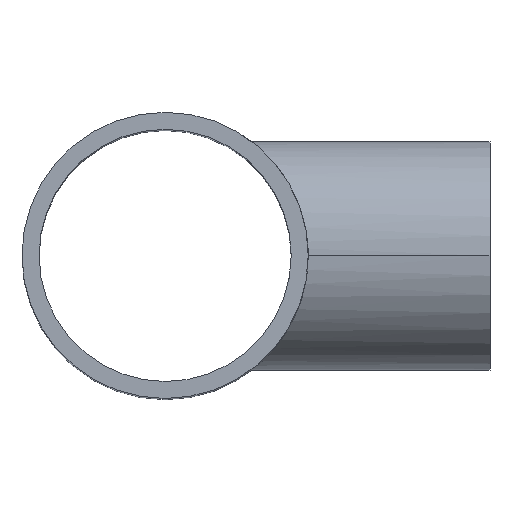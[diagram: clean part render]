
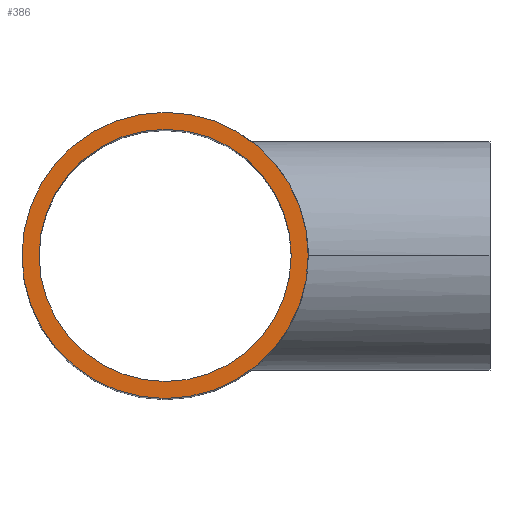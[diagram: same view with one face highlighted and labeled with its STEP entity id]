
A CAD part, top view. The second image highlights one B-rep face of the part: STEP entity #386.
In plain terms, the highlighted planar face has unit normal (0, 0, 1).
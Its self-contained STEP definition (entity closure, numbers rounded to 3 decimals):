
#45 = EDGE_CURVE ( 'NONE', #605, #736, #224, .T. ) ;
#70 = CARTESIAN_POINT ( 'NONE',  ( -88.1, 0., 240.5 ) ) ;
#96 = AXIS2_PLACEMENT_3D ( 'NONE', #124, #430, #133 ) ;
#107 = FACE_OUTER_BOUND ( 'NONE', #669, .T. ) ;
#115 = FACE_BOUND ( 'NONE', #174, .T. ) ;
#124 = CARTESIAN_POINT ( 'NONE',  ( 0., 0., 240.5 ) ) ;
#132 = CIRCLE ( 'NONE', #581, 88.1 ) ;
#133 = DIRECTION ( 'NONE',  ( 1., 0., 0. ) ) ;
#168 = ORIENTED_EDGE ( 'NONE', *, *, #45, .T. ) ;
#174 = EDGE_LOOP ( 'NONE', ( #552, #671 ) ) ;
#218 = CIRCLE ( 'NONE', #96, 88.1 ) ;
#224 = CIRCLE ( 'NONE', #764, 100. ) ;
#229 = DIRECTION ( 'NONE',  ( 1., 0., 0. ) ) ;
#252 = CARTESIAN_POINT ( 'NONE',  ( 0., 0., 240.5 ) ) ;
#254 = DIRECTION ( 'NONE',  ( 1., 0., 0. ) ) ;
#267 = CARTESIAN_POINT ( 'NONE',  ( 0., 0., 240.5 ) ) ;
#270 = PLANE ( 'NONE',  #639 ) ;
#290 = DIRECTION ( 'NONE',  ( 0., 0., 1. ) ) ;
#326 = AXIS2_PLACEMENT_3D ( 'NONE', #385, #782, #345 ) ;
#345 = DIRECTION ( 'NONE',  ( 1., 0., 0. ) ) ;
#385 = CARTESIAN_POINT ( 'NONE',  ( 0., 0., 240.5 ) ) ;
#386 = ADVANCED_FACE ( 'NONE', ( #107, #115 ), #270, .T. ) ;
#406 = EDGE_CURVE ( 'NONE', #736, #605, #468, .T. ) ;
#412 = DIRECTION ( 'NONE',  ( 1., 0., 0. ) ) ;
#426 = VERTEX_POINT ( 'NONE', #560 ) ;
#430 = DIRECTION ( 'NONE',  ( 0., 0., 1. ) ) ;
#437 = DIRECTION ( 'NONE',  ( 0., 0., 1. ) ) ;
#439 = EDGE_CURVE ( 'NONE', #426, #747, #132, .T. ) ;
#468 = CIRCLE ( 'NONE', #326, 100. ) ;
#485 = ORIENTED_EDGE ( 'NONE', *, *, #406, .T. ) ;
#514 = DIRECTION ( 'NONE',  ( 0., 0., 1. ) ) ;
#552 = ORIENTED_EDGE ( 'NONE', *, *, #721, .F. ) ;
#560 = CARTESIAN_POINT ( 'NONE',  ( 88.1, 0., 240.5 ) ) ;
#581 = AXIS2_PLACEMENT_3D ( 'NONE', #252, #290, #412 ) ;
#605 = VERTEX_POINT ( 'NONE', #713 ) ;
#639 = AXIS2_PLACEMENT_3D ( 'NONE', #267, #514, #229 ) ;
#669 = EDGE_LOOP ( 'NONE', ( #485, #168 ) ) ;
#671 = ORIENTED_EDGE ( 'NONE', *, *, #439, .F. ) ;
#675 = CARTESIAN_POINT ( 'NONE',  ( -100., 0., 240.5 ) ) ;
#694 = CARTESIAN_POINT ( 'NONE',  ( 0., 0., 240.5 ) ) ;
#713 = CARTESIAN_POINT ( 'NONE',  ( 100., 0., 240.5 ) ) ;
#721 = EDGE_CURVE ( 'NONE', #747, #426, #218, .T. ) ;
#736 = VERTEX_POINT ( 'NONE', #675 ) ;
#747 = VERTEX_POINT ( 'NONE', #70 ) ;
#764 = AXIS2_PLACEMENT_3D ( 'NONE', #694, #437, #254 ) ;
#782 = DIRECTION ( 'NONE',  ( 0., 0., 1. ) ) ;
